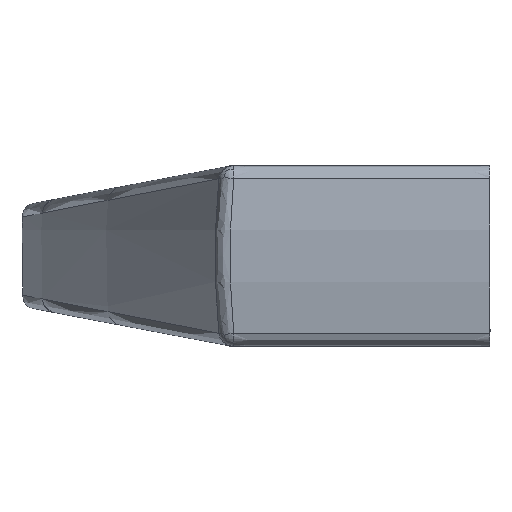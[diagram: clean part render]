
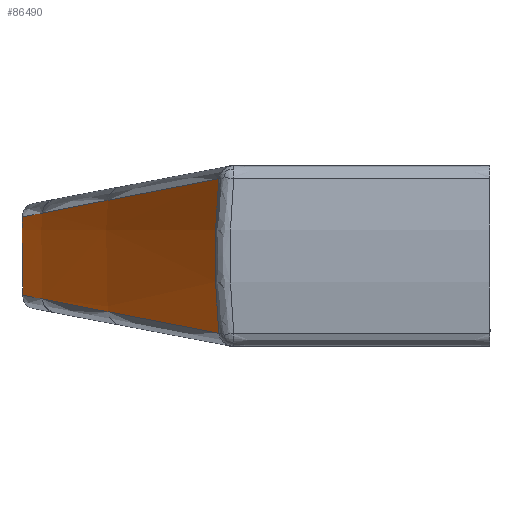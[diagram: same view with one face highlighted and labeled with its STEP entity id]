
A CAD part, left-side view. The second image highlights one B-rep face of the part: STEP entity #86490.
In plain terms, the highlighted toroidal (fillet/blend) face has major radius 1029.37 mm and minor radius 43.368 mm.
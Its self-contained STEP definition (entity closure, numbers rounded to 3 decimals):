
#31740=CARTESIAN_POINT('',(-5.3,17.884,
5.091));
#31750=CARTESIAN_POINT('',(-5.535,18.048,
3.411));
#31760=CARTESIAN_POINT('',(-5.654,18.133,
1.708));
#31770=CARTESIAN_POINT('',(-5.654,18.133,
-1.708));
#31780=CARTESIAN_POINT('',(-5.535,18.048,
-3.411));
#31790=CARTESIAN_POINT('',(-5.3,17.884,
-5.091));
#31800=B_SPLINE_CURVE_WITH_KNOTS('',3,(#31740,#31750,#31760,#31770,
#31780,#31790),.UNSPECIFIED.,.F.,.F.,(4,2,4),(9.589,
14.718,19.848),.UNSPECIFIED.);
#31810=CARTESIAN_POINT('',(-5.3,17.884,
5.091));
#31820=VERTEX_POINT('',#31810);
#31830=CARTESIAN_POINT('',(-5.3,17.884,
-5.091));
#31840=VERTEX_POINT('',#31830);
#31850=EDGE_CURVE('',#31820,#31840,#31800,.T.);
#36040=CARTESIAN_POINT('',(325.3,17.884,
5.091));
#36050=VERTEX_POINT('',#36040);
#36780=CARTESIAN_POINT('',(325.3,17.884,
5.091));
#36790=CARTESIAN_POINT('',(325.089,17.918,
5.085));
#36800=CARTESIAN_POINT('',(324.877,17.952,
5.078));
#36810=CARTESIAN_POINT('',(297.454,22.313,
4.241));
#36820=CARTESIAN_POINT('',(270.075,25.544,
3.612));
#36830=CARTESIAN_POINT('',(215.12,29.851,
2.771));
#36840=CARTESIAN_POINT('',(187.565,30.924,
2.559));
#36850=CARTESIAN_POINT('',(132.435,30.924,
2.559));
#36860=CARTESIAN_POINT('',(104.88,29.851,
2.771));
#36870=CARTESIAN_POINT('',(49.925,25.544,
3.612));
#36880=CARTESIAN_POINT('',(22.546,22.313,
4.241));
#36890=CARTESIAN_POINT('',(-4.877,17.952,
5.078));
#36900=CARTESIAN_POINT('',(-5.089,17.918,
5.085));
#36910=CARTESIAN_POINT('',(-5.3,17.884,
5.091));
#36920=B_SPLINE_CURVE_WITH_KNOTS('',3,(#36780,#36790,#36800,#36810,
#36820,#36830,#36840,#36850,#36860,#36870,#36880,#36890,#36900,#36910),
.UNSPECIFIED.,.F.,.F.,(4,2,2,2,2,2,4),(164.576,165.219
,247.855,330.492,413.129,495.766,
496.409),.UNSPECIFIED.);
#36930=EDGE_CURVE('',#36050,#31820,#36920,.T.);
#45610=CARTESIAN_POINT('',(325.3,17.884,
-5.091));
#45620=VERTEX_POINT('',#45610);
#46550=CARTESIAN_POINT('',(325.3,17.884,
5.091));
#46560=CARTESIAN_POINT('',(325.535,18.048,
3.411));
#46570=CARTESIAN_POINT('',(325.654,18.133,
1.708));
#46580=CARTESIAN_POINT('',(325.654,18.133,
-1.708));
#46590=CARTESIAN_POINT('',(325.535,18.048,
-3.411));
#46600=CARTESIAN_POINT('',(325.3,17.884,
-5.091));
#46610=B_SPLINE_CURVE_WITH_KNOTS('',3,(#46550,#46560,#46570,#46580,
#46590,#46600),.UNSPECIFIED.,.F.,.F.,(4,2,4),(9.589,
14.718,19.848),.UNSPECIFIED.);
#46620=EDGE_CURVE('',#36050,#45620,#46610,.T.);
#51310=CARTESIAN_POINT('',(325.3,17.884,
-5.091));
#51320=CARTESIAN_POINT('',(325.089,17.918,
-5.085));
#51330=CARTESIAN_POINT('',(324.877,17.952,
-5.078));
#51340=CARTESIAN_POINT('',(297.454,22.313,
-4.241));
#51350=CARTESIAN_POINT('',(270.075,25.544,
-3.612));
#51360=CARTESIAN_POINT('',(215.12,29.851,
-2.771));
#51370=CARTESIAN_POINT('',(187.565,30.924,
-2.559));
#51380=CARTESIAN_POINT('',(132.435,30.924,
-2.559));
#51390=CARTESIAN_POINT('',(104.88,29.851,
-2.771));
#51400=CARTESIAN_POINT('',(49.925,25.544,
-3.612));
#51410=CARTESIAN_POINT('',(22.546,22.313,
-4.241));
#51420=CARTESIAN_POINT('',(-4.877,17.952,
-5.078));
#51430=CARTESIAN_POINT('',(-5.089,17.918,
-5.085));
#51440=CARTESIAN_POINT('',(-5.3,17.884,
-5.091));
#51450=B_SPLINE_CURVE_WITH_KNOTS('',3,(#51310,#51320,#51330,#51340,
#51350,#51360,#51370,#51380,#51390,#51400,#51410,#51420,#51430,#51440),
.UNSPECIFIED.,.F.,.F.,(4,2,2,2,2,2,4),(164.576,165.219
,247.855,330.492,413.129,495.766,
496.409),.UNSPECIFIED.);
#51460=EDGE_CURVE('',#45620,#31840,#51450,.T.);
#86380=CARTESIAN_POINT('',(160.,-1041.74,0.));
#86390=DIRECTION('',(0.,0.,1.));
#86400=DIRECTION('',(1.,0.,0.));
#86410=AXIS2_PLACEMENT_3D('',#86380,#86390,#86400);
#86420=TOROIDAL_SURFACE('',#86410,1029.372,43.369);
#86430=ORIENTED_EDGE('',*,*,#46620,.T.);
#86440=ORIENTED_EDGE('',*,*,#36930,.F.);
#86450=ORIENTED_EDGE('',*,*,#31850,.F.);
#86460=ORIENTED_EDGE('',*,*,#51460,.T.);
#86470=EDGE_LOOP('',(#86460,#86450,#86440,#86430));
#86480=FACE_OUTER_BOUND('',#86470,.T.);
#86490=ADVANCED_FACE('',(#86480),#86420,.T.);
